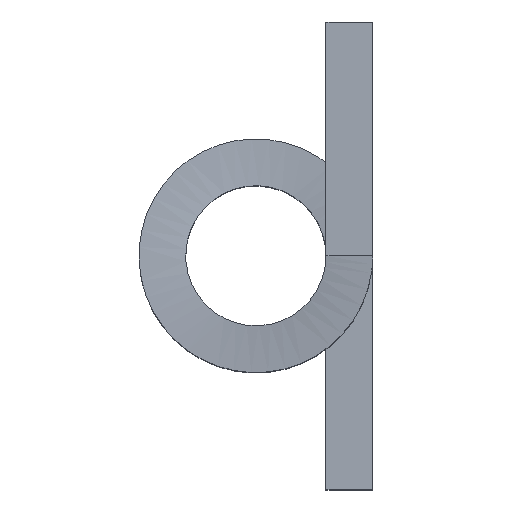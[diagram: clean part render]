
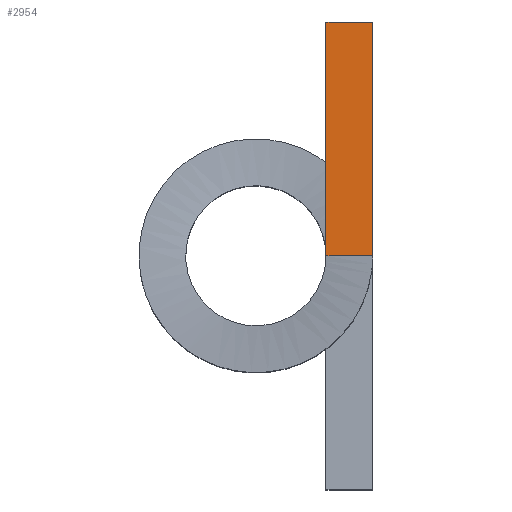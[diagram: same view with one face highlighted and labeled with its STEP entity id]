
A CAD part, top view. The second image highlights one B-rep face of the part: STEP entity #2954.
In plain terms, the highlighted face is a extrusion surface.
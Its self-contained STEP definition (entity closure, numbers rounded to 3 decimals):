
#2555 = VERTEX_POINT('',#2556);
#2556 = CARTESIAN_POINT('',(0.6,0.,
    2.7));
#2691 = VERTEX_POINT('',#2692);
#2692 = CARTESIAN_POINT('',(1.,0.,
    2.7));
#2824 = EDGE_CURVE('',#2555,#2691,#2825,.T.);
#2825 = B_SPLINE_CURVE_WITH_KNOTS('',1,(#2826,#2827),.UNSPECIFIED.,.F.,
  .F.,(2,2),(0.,0.4),.PIECEWISE_BEZIER_KNOTS.);
#2826 = CARTESIAN_POINT('',(0.6,0.,
    2.7));
#2827 = CARTESIAN_POINT('',(1.,0.,
    2.7));
#2895 = VERTEX_POINT('',#2896);
#2896 = CARTESIAN_POINT('',(0.6,2.,2.7
    ));
#2902 = EDGE_CURVE('',#2555,#2895,#2903,.T.);
#2903 = LINE('',#2904,#2905);
#2904 = CARTESIAN_POINT('',(0.6,0.,
    2.7));
#2905 = VECTOR('',#2906,1.);
#2906 = DIRECTION('',(0.,1.,0.));
#2919 = EDGE_CURVE('',#2895,#2920,#2922,.T.);
#2920 = VERTEX_POINT('',#2921);
#2921 = CARTESIAN_POINT('',(1.,2.,2.7
    ));
#2922 = B_SPLINE_CURVE_WITH_KNOTS('',1,(#2923,#2924),.UNSPECIFIED.,.F.,
  .F.,(2,2),(0.,0.4),.PIECEWISE_BEZIER_KNOTS.);
#2923 = CARTESIAN_POINT('',(0.6,2.,2.7
    ));
#2924 = CARTESIAN_POINT('',(1.,2.,2.7
    ));
#2941 = EDGE_CURVE('',#2691,#2920,#2942,.T.);
#2942 = LINE('',#2943,#2944);
#2943 = CARTESIAN_POINT('',(1.,0.,
    2.7));
#2944 = VECTOR('',#2945,1.);
#2945 = DIRECTION('',(0.,1.,0.));
#2954 = ADVANCED_FACE('',(#2955),#2961,.F.);
#2955 = FACE_BOUND('',#2956,.F.);
#2956 = EDGE_LOOP('',(#2957,#2958,#2959,#2960));
#2957 = ORIENTED_EDGE('',*,*,#2902,.T.);
#2958 = ORIENTED_EDGE('',*,*,#2919,.T.);
#2959 = ORIENTED_EDGE('',*,*,#2941,.F.);
#2960 = ORIENTED_EDGE('',*,*,#2824,.F.);
#2961 = SURFACE_OF_LINEAR_EXTRUSION('',#2962,#2965);
#2962 = B_SPLINE_CURVE_WITH_KNOTS('',1,(#2963,#2964),.UNSPECIFIED.,.F.,
  .F.,(2,2),(0.,0.4),.PIECEWISE_BEZIER_KNOTS.);
#2963 = CARTESIAN_POINT('',(0.6,0.,
    2.7));
#2964 = CARTESIAN_POINT('',(1.,0.,
    2.7));
#2965 = VECTOR('',#2966,1.);
#2966 = DIRECTION('',(0.,-1.,0.));
